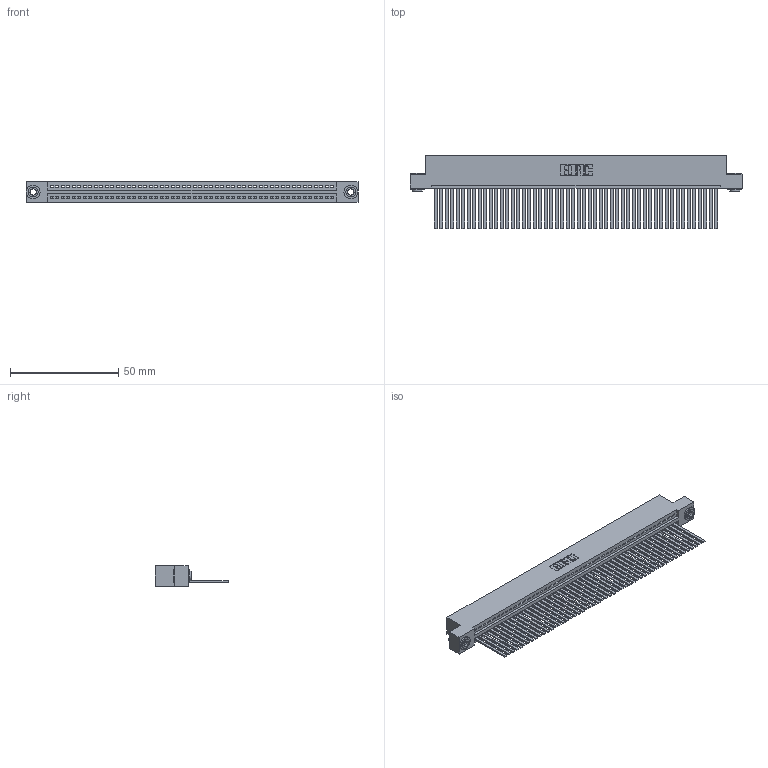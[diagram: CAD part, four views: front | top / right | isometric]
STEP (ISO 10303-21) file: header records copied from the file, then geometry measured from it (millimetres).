
FILE_DESCRIPTION (( 'STEP AP203' ), '1' );
FILE_NAME ('395-052-544-103.STEP', '2018-11-21T00:27:14', ( '' ), ( '' ), 'SwSTEP 2.0', 'SolidWorks 2016', '' );
FILE_SCHEMA (( 'CONFIG_CONTROL_DESIGN' ));
Length unit declared in the file: inch
Products named in the file (4): 395-052-544-103; 345-250-002_345-250-002-102; 345 Part_Flush Mounting Lugs - 0.156 Dia-TH; 345-292-001_345-293-144
Assembly tree (55 placements, depth 2):
  395-052-544-103
    345 Part_Flush Mounting Lugs - 0.156 Dia-TH
    345-292-001_345-293-144  x52
    345-250-002_345-250-002-102  x2
Bounding box: 153.29 x 33.96 x 9.4 mm (x, y, z)
Volume: 15263.1 mm3; surface area: 22441.6 mm2
Topology: 55 solids, 55 shells, 2868 faces, 8633 edges, 5682 vertices
Faces by surface type: plane 1962, cylinder 898, cone 8
Entity records: 38256 total; most frequent: CARTESIAN_POINT 6603, ORIENTED_EDGE 6582, DIRECTION 5781, EDGE_CURVE 3291, VECTOR 2931, LINE 2931, VERTEX_POINT 2190, AXIS2_PLACEMENT_3D 1425
